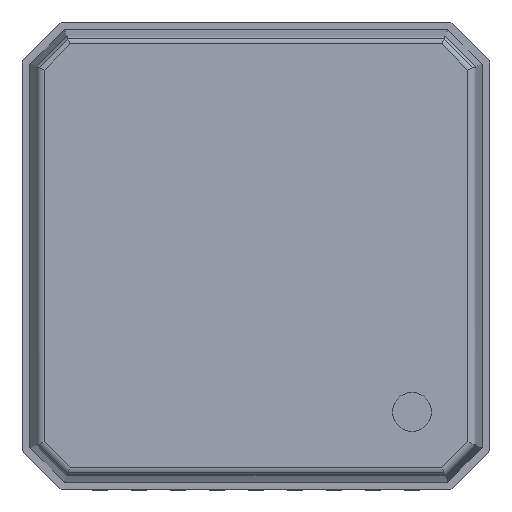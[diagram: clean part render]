
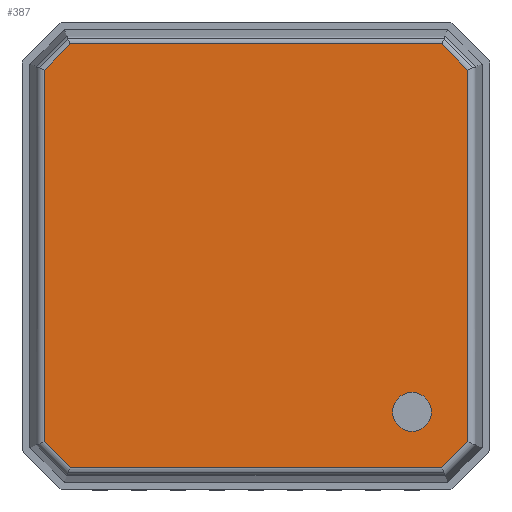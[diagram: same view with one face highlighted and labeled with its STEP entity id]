
A CAD part, top view. The second image highlights one B-rep face of the part: STEP entity #387.
In plain terms, the highlighted planar face has unit normal (0, 0, 1).
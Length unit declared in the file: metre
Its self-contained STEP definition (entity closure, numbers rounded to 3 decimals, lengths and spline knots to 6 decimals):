
#387=ADVANCED_FACE('0:150465',(#798,#799),#800,.F.);
#798=FACE_BOUND('',#1520,.T.);
#799=FACE_OUTER_BOUND('',#1521,.T.);
#800=PLANE('',#1522);
#1520=EDGE_LOOP('',(#2328,#2329));
#1521=EDGE_LOOP('',(#2330,#2331,#2332,#2333,#2334,#2335,#2336,#2337));
#1522=AXIS2_PLACEMENT_3D('',#2338,#2339,#2340);
#2145=EDGE_CURVE('0:151273',#4659,#4663,#4665,.T.);
#2147=EDGE_CURVE('0:151273',#4663,#4659,#4667,.T.);
#2328=ORIENTED_EDGE('',*,*,#2145,.T.);
#2329=ORIENTED_EDGE('',*,*,#2147,.T.);
#2330=ORIENTED_EDGE('',*,*,#4742,.F.);
#2331=ORIENTED_EDGE('',*,*,#4747,.F.);
#2332=ORIENTED_EDGE('',*,*,#4745,.F.);
#2333=ORIENTED_EDGE('',*,*,#4732,.F.);
#2334=ORIENTED_EDGE('',*,*,#4729,.F.);
#2335=ORIENTED_EDGE('',*,*,#4726,.F.);
#2336=ORIENTED_EDGE('',*,*,#4723,.F.);
#2337=ORIENTED_EDGE('',*,*,#4744,.F.);
#2338=CARTESIAN_POINT('',(0.0058,0.005417,0.00085));
#2339=DIRECTION('',(0.0,0.0,-1.0));
#2340=DIRECTION('',(-1.0,0.0,0.0));
#4659=VERTEX_POINT('',#5450);
#4663=VERTEX_POINT('',#5455);
#4665=CIRCLE('',#5458,0.00025);
#4667=CIRCLE('',#5460,0.00025);
#4723=EDGE_CURVE('0:150546',#5526,#5528,#5529,.T.);
#4726=EDGE_CURVE('0:150537',#5528,#5533,#5534,.T.);
#4729=EDGE_CURVE('0:150528',#5533,#5538,#5539,.T.);
#4732=EDGE_CURVE('0:150516',#5538,#5542,#5543,.T.);
#4742=EDGE_CURVE('0:150549',#5555,#5557,#5558,.T.);
#4744=EDGE_CURVE('0:150561',#5557,#5526,#5560,.T.);
#4745=EDGE_CURVE('0:150567',#5542,#5561,#5562,.T.);
#4747=EDGE_CURVE('0:150576',#5561,#5555,#5564,.T.);
#5450=CARTESIAN_POINT('',(0.00525,0.001,0.00085));
#5455=CARTESIAN_POINT('',(0.00475,0.001,0.00085));
#5458=AXIS2_PLACEMENT_3D('',#6734,#6735,#6736);
#5460=AXIS2_PLACEMENT_3D('',#6737,#6738,#6739);
#5526=VERTEX_POINT('',#6777);
#5528=VERTEX_POINT('',#6779);
#5529=LINE('',#6780,#6781);
#5533=VERTEX_POINT('',#6786);
#5534=LINE('',#6787,#6788);
#5538=VERTEX_POINT('',#6793);
#5539=LINE('',#6794,#6795);
#5542=VERTEX_POINT('',#6799);
#5543=LINE('',#6800,#6801);
#5555=VERTEX_POINT('',#6817);
#5557=VERTEX_POINT('',#6819);
#5558=LINE('',#6820,#6821);
#5560=LINE('',#6823,#6824);
#5561=VERTEX_POINT('',#6825);
#5562=LINE('',#6826,#6827);
#5564=LINE('',#6829,#6830);
#6734=CARTESIAN_POINT('',(0.005,0.001,0.00085));
#6735=DIRECTION('',(0.0,0.0,-1.0));
#6736=DIRECTION('',(1.0,0.0,0.0));
#6737=CARTESIAN_POINT('',(0.005,0.001,0.00085));
#6738=DIRECTION('',(0.0,0.0,-1.0));
#6739=DIRECTION('',(1.0,0.0,0.0));
#6777=CARTESIAN_POINT('',(0.000282,0.005383,0.00085));
#6779=CARTESIAN_POINT('',(0.000617,0.005718,0.00085));
#6780=CARTESIAN_POINT('',(0.001004,0.006105,0.00085));
#6781=VECTOR('',#8578,1.0);
#6786=CARTESIAN_POINT('',(0.005383,0.005718,0.00085));
#6787=CARTESIAN_POINT('',(0.00365,0.005718,0.00085));
#6788=VECTOR('',#8583,1.0);
#6793=CARTESIAN_POINT('',(0.005718,0.005383,0.00085));
#6794=CARTESIAN_POINT('',(0.005646,0.005455,0.00085));
#6795=VECTOR('',#8588,1.0);
#6799=CARTESIAN_POINT('',(0.005718,0.000617,0.00085));
#6800=CARTESIAN_POINT('',(0.005718,0.003459,0.00085));
#6801=VECTOR('',#8593,1.0);
#6817=CARTESIAN_POINT('',(0.000617,0.000282,0.00085));
#6819=CARTESIAN_POINT('',(0.000282,0.000617,0.00085));
#6820=CARTESIAN_POINT('',(0.001215,-0.000316,0.00085));
#6821=VECTOR('',#8613,1.0);
#6823=CARTESIAN_POINT('',(0.000282,0.003459,0.00085));
#6824=VECTOR('',#8617,1.0);
#6825=CARTESIAN_POINT('',(0.005383,0.000282,0.00085));
#6826=CARTESIAN_POINT('',(0.007525,0.002424,0.00085));
#6827=VECTOR('',#8618,1.0);
#6829=CARTESIAN_POINT('',(0.00365,0.000282,0.00085));
#6830=VECTOR('',#8622,1.0);
#8578=DIRECTION('',(0.707,0.707,0.0));
#8583=DIRECTION('',(1.0,0.0,0.0));
#8588=DIRECTION('',(0.707,-0.707,0.0));
#8593=DIRECTION('',(0.0,-1.0,0.0));
#8613=DIRECTION('',(-0.707,0.707,0.0));
#8617=DIRECTION('',(0.,1.0,0.0));
#8618=DIRECTION('',(-0.707,-0.707,-0.0));
#8622=DIRECTION('',(-1.0,0.,0.0));
